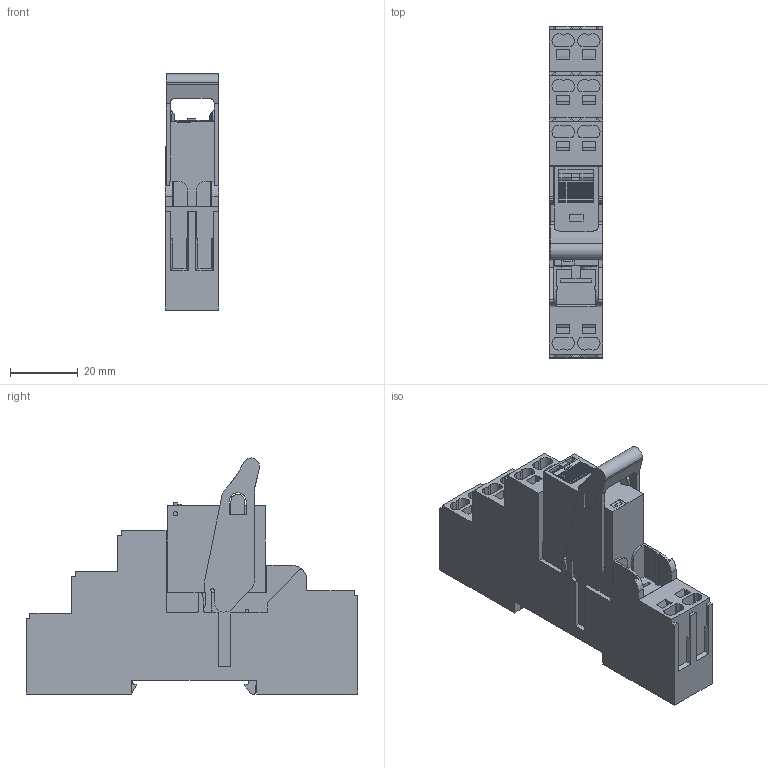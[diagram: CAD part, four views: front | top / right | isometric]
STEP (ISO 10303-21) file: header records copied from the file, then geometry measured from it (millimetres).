
FILE_DESCRIPTION(('CATIA V5R24 STEP','CAx-IF Rec.Pracs.--- Model Styling and Organization---1.2---2011-12-15'),'2;1');
FILE_NAME ('7295800_8', '2018-02-05T13:43:54+00:00', ('Weidmueller Interface'), ('Weidmueller'), 'CATIA Version 5-6 Release 2014 SP4', 'CATIA V5 STEP AP214', 'none');
FILE_SCHEMA(('AUTOMOTIVE_DESIGN { 1 0 10303 214 1 1 1 1 }'));
Length unit declared in the file: millimetre
Products named in the file (1): S3D_RCIKITP_XXXVAC_XCO_LD_PB
Bounding box: 15.8 x 98 x 69.69 mm (x, y, z)
Volume: 56001 mm3; surface area: 20531.3 mm2
Topology: 13 solids, 13 shells, 636 faces, 1787 edges, 1204 vertices
Faces by surface type: plane 472, cylinder 162, extrusion 2
Entity records: 20406 total; most frequent: CARTESIAN_POINT 4287, ORIENTED_EDGE 3574, DIRECTION 2521, EDGE_CURVE 1787, VECTOR 1341, LINE 1339, VERTEX_POINT 1204, AXIS2_PLACEMENT_3D 733
